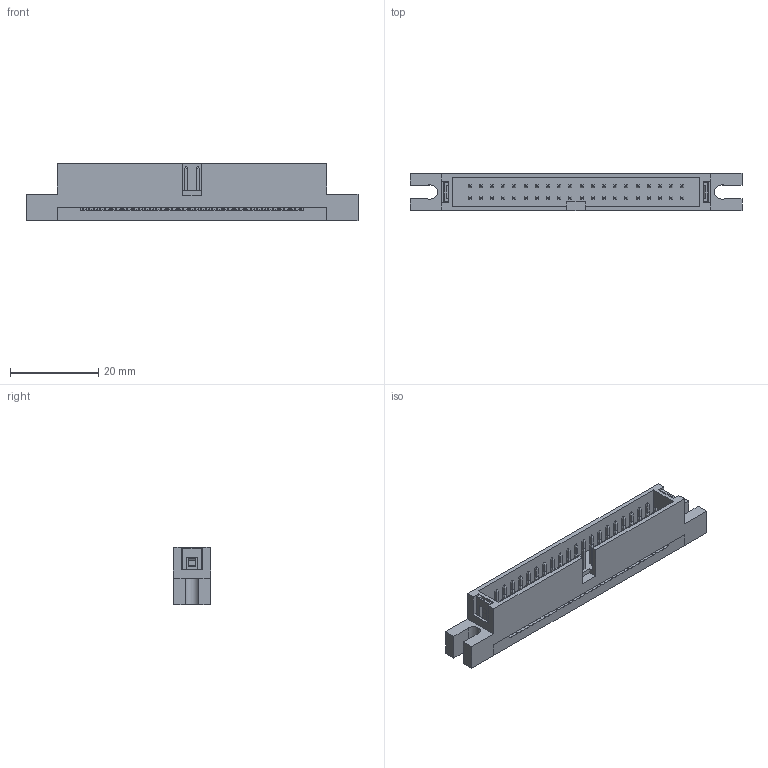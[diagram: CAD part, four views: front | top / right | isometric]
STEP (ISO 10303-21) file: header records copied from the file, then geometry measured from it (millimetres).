
FILE_DESCRIPTION( ( 'Unknown' ), '1' );
FILE_NAME( '61204025921.stp', 'Unknown', ( 'Unknown' ), ( 'Unknown' ), 'PSStep 14.0', 'Unknown', ' ' );
FILE_SCHEMA( ( 'AUTOMOTIVE_DESIGN { 1 0 10303 214 1 1 1 1 }' ) );
Length unit declared in the file: millimetre
Products named in the file (4): Assem1; 6120xx25921_PIN; 61204025921; 61204025921_PAD
Assembly tree (42 placements, depth 2):
  Assem1
    6120xx25921_PIN  x40
    61204025921
    61204025921_PAD
Bounding box: 75.3 x 8.4 x 13 mm (x, y, z)
Volume: 4464.1 mm3; surface area: 7848.8 mm2
Topology: 42 solids, 42 shells, 1696 faces, 4428 edges, 2816 vertices
Faces by surface type: plane 1494, cylinder 202
Entity records: 29995 total; most frequent: CARTESIAN_POINT 4303, ORIENTED_EDGE 4254, DIRECTION 3827, EDGE_CURVE 2127, LINE 1955, VECTOR 1955, VERTEX_POINT 1412, AXIS2_PLACEMENT_3D 936
